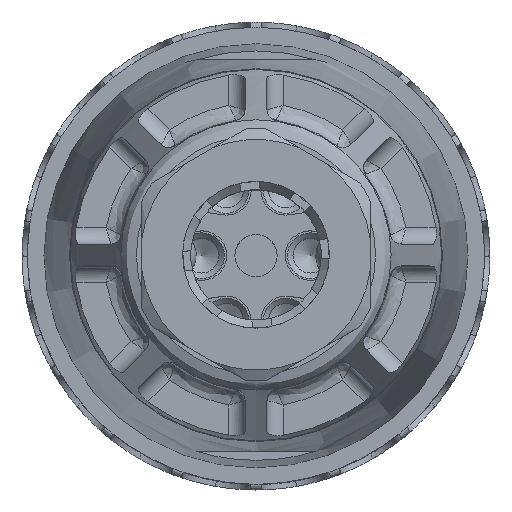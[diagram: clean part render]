
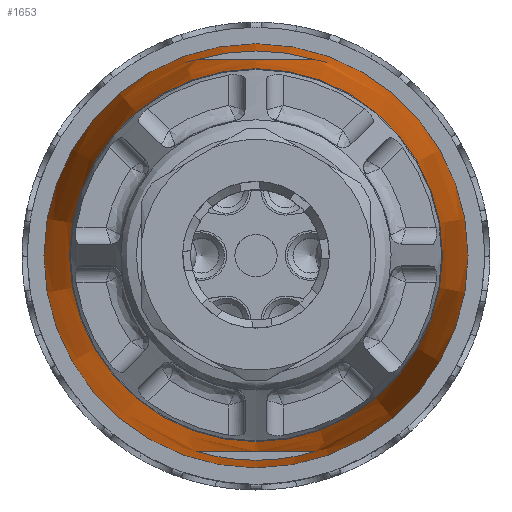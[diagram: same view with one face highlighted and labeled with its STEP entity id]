
A CAD part, top view. The second image highlights one B-rep face of the part: STEP entity #1653.
In plain terms, the highlighted conical face has half-angle 4.327 degrees and reference radius 17.146 mm.
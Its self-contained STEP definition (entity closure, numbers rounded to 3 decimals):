
#137=CONICAL_SURFACE('',#15804,17.146,4.327);
#285=(
BOUNDED_CURVE()
B_SPLINE_CURVE(2,(#23931,#23932,#23933),.UNSPECIFIED.,.F.,.F.)
B_SPLINE_CURVE_WITH_KNOTS((3,3),(0.,1.),.UNSPECIFIED.)
CURVE()
GEOMETRIC_REPRESENTATION_ITEM()
RATIONAL_B_SPLINE_CURVE((1.018,1.042,1.042))
REPRESENTATION_ITEM('')
);
#286=(
BOUNDED_CURVE()
B_SPLINE_CURVE(2,(#23938,#23939,#23940),.UNSPECIFIED.,.F.,.F.)
B_SPLINE_CURVE_WITH_KNOTS((3,3),(0.,1.),.UNSPECIFIED.)
CURVE()
GEOMETRIC_REPRESENTATION_ITEM()
RATIONAL_B_SPLINE_CURVE((1.042,1.042,1.018))
REPRESENTATION_ITEM('')
);
#287=(
BOUNDED_CURVE()
B_SPLINE_CURVE(2,(#23946,#23947,#23948),.UNSPECIFIED.,.F.,.F.)
B_SPLINE_CURVE_WITH_KNOTS((3,3),(0.,1.),.UNSPECIFIED.)
CURVE()
GEOMETRIC_REPRESENTATION_ITEM()
RATIONAL_B_SPLINE_CURVE((1.018,1.065,1.018))
REPRESENTATION_ITEM('')
);
#1653=ADVANCED_FACE('',(#3110,#3111,#3112,#3113),#137,.T.);
#3110=FACE_BOUND('',#3564,.T.);
#3111=FACE_BOUND('',#3565,.T.);
#3112=FACE_BOUND('',#3566,.T.);
#3113=FACE_BOUND('',#3567,.T.);
#3564=EDGE_LOOP('',(#7959,#7960));
#3565=EDGE_LOOP('',(#7961));
#3566=EDGE_LOOP('',(#7962));
#3567=EDGE_LOOP('',(#7963,#7964,#7965,#7966));
#6639=CIRCLE('',#15662,18.819);
#6689=CIRCLE('',#15777,19.5);
#6701=CIRCLE('',#15799,17.146);
#6702=CIRCLE('',#15801,18.819);
#6703=CIRCLE('',#15802,18.819);
#7959=ORIENTED_EDGE('',*,*,#13476,.T.);
#7960=ORIENTED_EDGE('',*,*,#13688,.T.);
#7961=ORIENTED_EDGE('',*,*,#13670,.T.);
#7962=ORIENTED_EDGE('',*,*,#13682,.F.);
#7963=ORIENTED_EDGE('',*,*,#13687,.T.);
#7964=ORIENTED_EDGE('',*,*,#13683,.T.);
#7965=ORIENTED_EDGE('',*,*,#13685,.T.);
#7966=ORIENTED_EDGE('',*,*,#13686,.T.);
#11949=VERTEX_POINT('',#21951);
#11950=VERTEX_POINT('',#21952);
#12064=VERTEX_POINT('',#23854);
#12076=VERTEX_POINT('',#23909);
#12077=VERTEX_POINT('',#23934);
#12078=VERTEX_POINT('',#23935);
#12079=VERTEX_POINT('',#23937);
#12080=VERTEX_POINT('',#23943);
#13476=EDGE_CURVE('',#11949,#11950,#6639,.T.);
#13670=EDGE_CURVE('',#12064,#12064,#6689,.T.);
#13682=EDGE_CURVE('',#12076,#12076,#6701,.T.);
#13683=EDGE_CURVE('',#12077,#12078,#285,.T.);
#13685=EDGE_CURVE('',#12078,#12079,#286,.T.);
#13686=EDGE_CURVE('',#12079,#12080,#6702,.T.);
#13687=EDGE_CURVE('',#12080,#12077,#6703,.T.);
#13688=EDGE_CURVE('',#11950,#11949,#287,.T.);
#15662=AXIS2_PLACEMENT_3D('',#21953,#17547,#17548);
#15777=AXIS2_PLACEMENT_3D('',#23853,#17841,#17842);
#15799=AXIS2_PLACEMENT_3D('',#23908,#17885,#17886);
#15801=AXIS2_PLACEMENT_3D('',#23942,#17890,#17891);
#15802=AXIS2_PLACEMENT_3D('',#23944,#17892,#17893);
#15804=AXIS2_PLACEMENT_3D('',#23949,#17896,#17897);
#17547=DIRECTION('',(0.,0.,-1.));
#17548=DIRECTION('',(-0.292,0.956,0.));
#17841=DIRECTION('',(0.,0.,1.));
#17842=DIRECTION('',(0.,-1.,0.));
#17885=DIRECTION('',(0.,0.,1.));
#17886=DIRECTION('',(0.,-1.,0.));
#17890=DIRECTION('',(0.,0.,-1.));
#17891=DIRECTION('',(0.292,-0.956,0.));
#17892=DIRECTION('',(0.,0.,-1.));
#17893=DIRECTION('',(0.,-1.,0.));
#17896=DIRECTION('',(0.,0.,-1.));
#17897=DIRECTION('',(0.,-1.,0.));
#21951=CARTESIAN_POINT('',(-5.491,18.,45.5));
#21952=CARTESIAN_POINT('',(5.491,18.,45.5));
#21953=CARTESIAN_POINT('',(0.,0.,
45.5));
#23853=CARTESIAN_POINT('',(0.,0.,
36.5));
#23854=CARTESIAN_POINT('',(0.,-19.5,36.5));
#23908=CARTESIAN_POINT('',(0.,0.,
67.613));
#23909=CARTESIAN_POINT('',(0.,-17.146,67.613));
#23931=CARTESIAN_POINT('',(-5.491,-18.,45.5));
#23932=CARTESIAN_POINT('',(-2.685,-18.,56.323));
#23933=CARTESIAN_POINT('',(0.,-18.,56.323));
#23934=CARTESIAN_POINT('',(-5.491,-18.,45.5));
#23935=CARTESIAN_POINT('',(0.,-18.,56.323));
#23937=CARTESIAN_POINT('',(5.491,-18.,45.5));
#23938=CARTESIAN_POINT('',(0.,-18.,56.323));
#23939=CARTESIAN_POINT('',(2.685,-18.,56.323));
#23940=CARTESIAN_POINT('',(5.491,-18.,45.5));
#23942=CARTESIAN_POINT('',(0.,0.,
45.5));
#23943=CARTESIAN_POINT('',(0.,-18.819,45.5));
#23944=CARTESIAN_POINT('',(0.,0.,
45.5));
#23946=CARTESIAN_POINT('',(5.491,18.,45.5));
#23947=CARTESIAN_POINT('',(0.,18.,66.676));
#23948=CARTESIAN_POINT('',(-5.491,18.,45.5));
#23949=CARTESIAN_POINT('',(0.,0.,
67.613));
